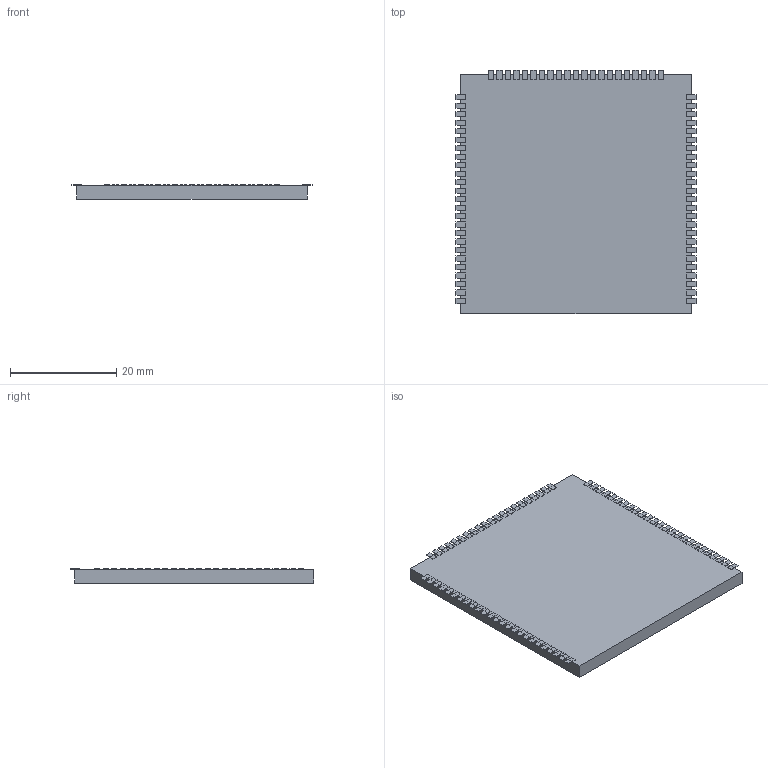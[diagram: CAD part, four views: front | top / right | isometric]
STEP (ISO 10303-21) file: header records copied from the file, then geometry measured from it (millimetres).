
FILE_DESCRIPTION (( 'STEP AP214' ), '1' );
FILE_NAME ('LC6500.STEP', '2024-08-14T06:09:03', ( '' ), ( '' ), 'SwSTEP 2.0', 'SolidWorks 2020', '' );
FILE_SCHEMA (( 'AUTOMOTIVE_DESIGN' ));
Length unit declared in the file: millimetre
Products named in the file (1): LC6500
Bounding box: 45.2 x 45.9 x 2.73 mm (x, y, z)
Volume: 5147 mm3; surface area: 4666.1 mm2
Topology: 72 solids, 72 shells, 432 faces, 864 edges, 576 vertices
Faces by surface type: plane 432
Entity records: 16373 total; most frequent: CARTESIAN_POINT 1873, DIRECTION 1730, ORIENTED_EDGE 1728, LINE 864, EDGE_CURVE 864, VECTOR 864, VERTEX_POINT 576, UNCERTAINTY_MEASURE_WITH_UNIT 506
